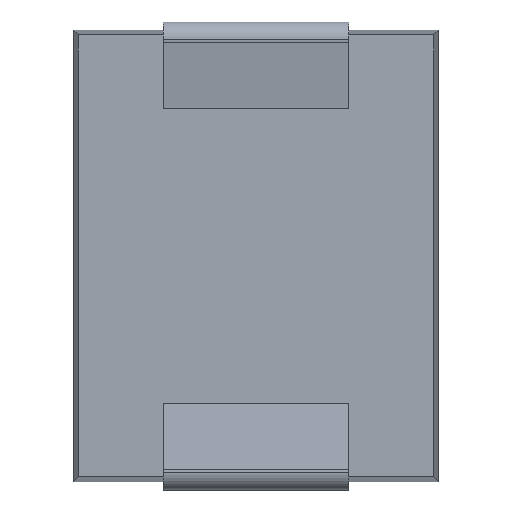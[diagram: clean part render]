
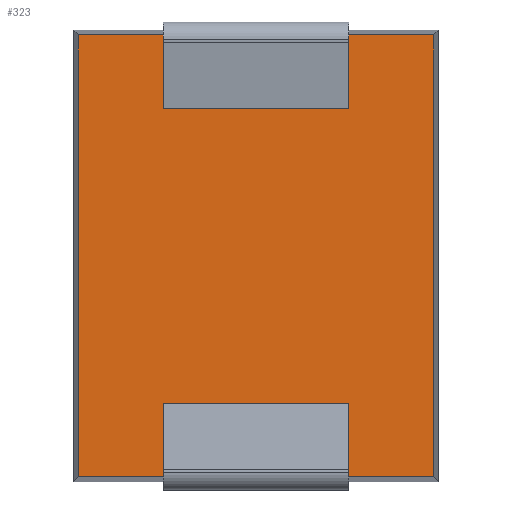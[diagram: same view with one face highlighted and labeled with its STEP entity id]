
A CAD part, top view. The second image highlights one B-rep face of the part: STEP entity #323.
In plain terms, the highlighted planar face has unit normal (0, 0, 1).
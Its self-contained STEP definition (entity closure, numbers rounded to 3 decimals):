
#16 = DIRECTION ( 'NONE',  ( 0., -1., 0. ) ) ;
#48 = CARTESIAN_POINT ( 'NONE',  ( -3.066, -3.816, 1.6 ) ) ;
#113 = LINE ( 'NONE', #376, #446 ) ;
#130 = EDGE_CURVE ( 'NONE', #1002, #138, #662, .T. ) ;
#138 = VERTEX_POINT ( 'NONE', #1013 ) ;
#186 = VECTOR ( 'NONE', #807, 1000. ) ;
#323 = ADVANCED_FACE ( 'NONE', ( #339 ), #947, .T. ) ;
#339 = FACE_OUTER_BOUND ( 'NONE', #746, .T. ) ;
#376 = CARTESIAN_POINT ( 'NONE',  ( -3.066, 3.9, 1.6 ) ) ;
#383 = VECTOR ( 'NONE', #1088, 1000. ) ;
#446 = VECTOR ( 'NONE', #16, 1000. ) ;
#475 = EDGE_CURVE ( 'NONE', #1125, #605, #640, .T. ) ;
#477 = CARTESIAN_POINT ( 'NONE',  ( -3.15, -3.816, 1.6 ) ) ;
#494 = ORIENTED_EDGE ( 'NONE', *, *, #511, .T. ) ;
#511 = EDGE_CURVE ( 'NONE', #605, #1002, #800, .T. ) ;
#515 = ORIENTED_EDGE ( 'NONE', *, *, #1102, .T. ) ;
#534 = DIRECTION ( 'NONE',  ( 0., 0., 1. ) ) ;
#554 = AXIS2_PLACEMENT_3D ( 'NONE', #1050, #534, #1111 ) ;
#577 = ORIENTED_EDGE ( 'NONE', *, *, #475, .T. ) ;
#605 = VERTEX_POINT ( 'NONE', #872 ) ;
#640 = LINE ( 'NONE', #477, #1060 ) ;
#662 = LINE ( 'NONE', #819, #383 ) ;
#724 = CARTESIAN_POINT ( 'NONE',  ( 3.066, 3.9, 1.6 ) ) ;
#727 = ORIENTED_EDGE ( 'NONE', *, *, #130, .T. ) ;
#746 = EDGE_LOOP ( 'NONE', ( #515, #577, #494, #727 ) ) ;
#800 = LINE ( 'NONE', #724, #186 ) ;
#807 = DIRECTION ( 'NONE',  ( 0., 1., 0. ) ) ;
#819 = CARTESIAN_POINT ( 'NONE',  ( -3.15, 3.816, 1.6 ) ) ;
#872 = CARTESIAN_POINT ( 'NONE',  ( 3.066, -3.816, 1.6 ) ) ;
#947 = PLANE ( 'NONE',  #554 ) ;
#983 = DIRECTION ( 'NONE',  ( 1., 0., 0. ) ) ;
#1002 = VERTEX_POINT ( 'NONE', #1046 ) ;
#1013 = CARTESIAN_POINT ( 'NONE',  ( -3.066, 3.816, 1.6 ) ) ;
#1046 = CARTESIAN_POINT ( 'NONE',  ( 3.066, 3.816, 1.6 ) ) ;
#1050 = CARTESIAN_POINT ( 'NONE',  ( 0., 0., 1.6 ) ) ;
#1060 = VECTOR ( 'NONE', #983, 1000. ) ;
#1088 = DIRECTION ( 'NONE',  ( -1., 0., 0. ) ) ;
#1102 = EDGE_CURVE ( 'NONE', #138, #1125, #113, .T. ) ;
#1111 = DIRECTION ( 'NONE',  ( 1., 0., 0. ) ) ;
#1125 = VERTEX_POINT ( 'NONE', #48 ) ;
